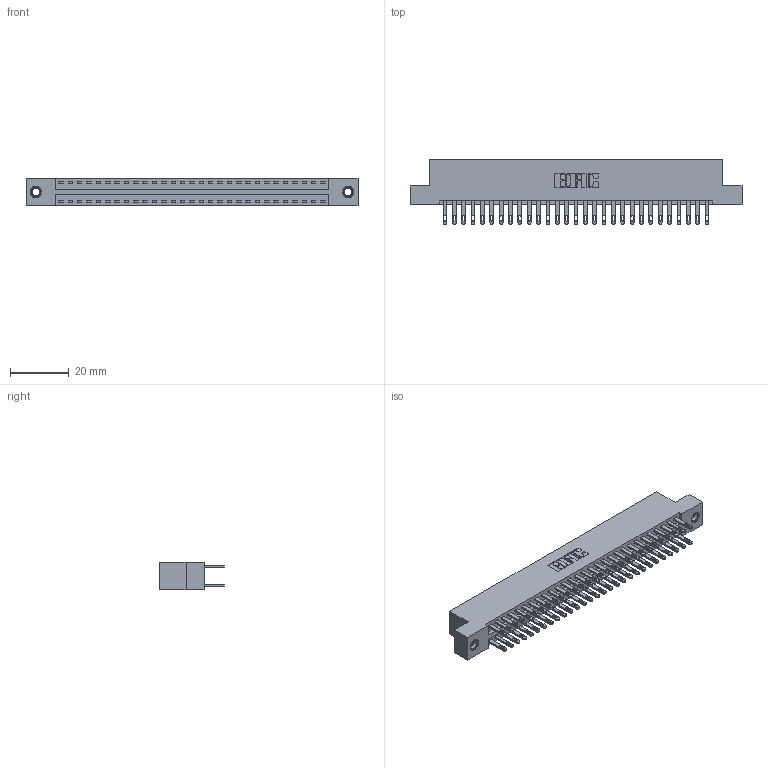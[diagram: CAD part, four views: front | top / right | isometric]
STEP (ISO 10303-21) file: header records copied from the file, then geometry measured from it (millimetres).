
FILE_DESCRIPTION (( 'STEP AP203' ), '1' );
FILE_NAME ('896-058-500-207.STEP', '2021-07-28T00:13:24', ( '' ), ( '' ), 'SwSTEP 2.0', 'SolidWorks 2020', '' );
FILE_SCHEMA (( 'CONFIG_CONTROL_DESIGN' ));
Length unit declared in the file: inch
Products named in the file (4): 896-058-500-207; 345-292-001_345-293-100; 846 Part_Flush Mounting Lugs - 0.156 Dia-TI; 345-250-001_345-250-005-103
Assembly tree (61 placements, depth 2):
  896-058-500-207
    846 Part_Flush Mounting Lugs - 0.156 Dia-TI
    345-292-001_345-293-100  x58
    345-250-001_345-250-005-103  x2
Bounding box: 112.65 x 21.84 x 9.4 mm (x, y, z)
Volume: 11047.4 mm3; surface area: 15621.9 mm2
Topology: 61 solids, 61 shells, 2966 faces, 8991 edges, 5986 vertices
Faces by surface type: plane 1790, cylinder 1160, cone 12, torus 4
Entity records: 21792 total; most frequent: CARTESIAN_POINT 3591, ORIENTED_EDGE 3518, DIRECTION 3245, EDGE_CURVE 1759, LINE 1487, VECTOR 1487, VERTEX_POINT 1168, AXIS2_PLACEMENT_3D 879
